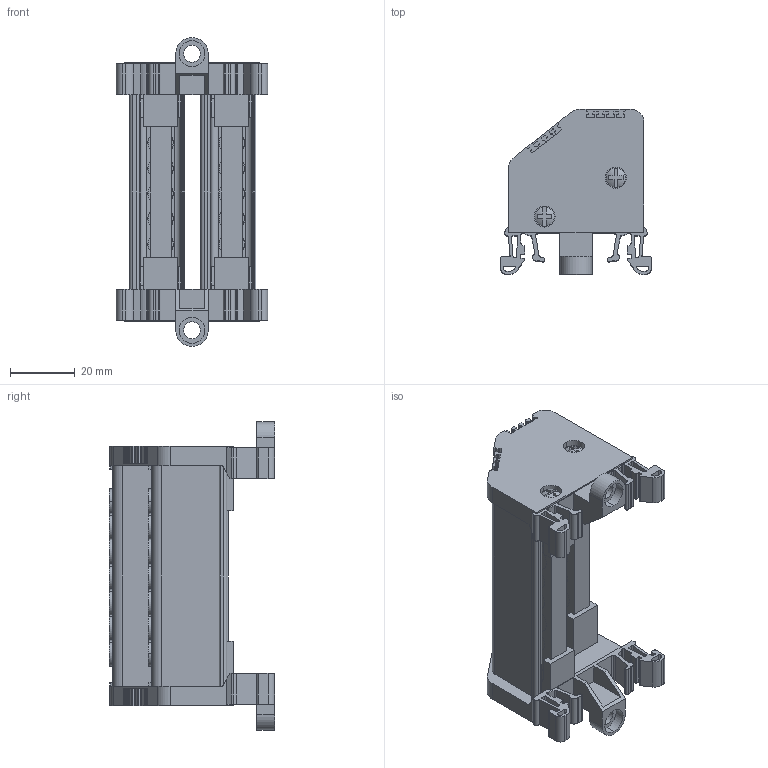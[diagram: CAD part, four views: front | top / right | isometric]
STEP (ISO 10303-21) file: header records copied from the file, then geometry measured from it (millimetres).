
FILE_DESCRIPTION (( 'STEP AP203' ), '1' );
FILE_NAME ('7x12 Ýki Kutuplu Daðýtýcý Ünite - 7 Delikli.STEP', '2019-02-20T12:43:17', ( '' ), ( '' ), 'SwSTEP 2.0', 'SolidWorks 2011', '' );
FILE_SCHEMA (( 'CONFIG_CONTROL_DESIGN' ));
Length unit declared in the file: millimetre
Products named in the file (1): 7x12 Ýki Kutuplu Daðýtýcý Ünite - 7 Delikli
Bounding box: 46.6 x 50.84 x 95.16 mm (x, y, z)
Volume: 41717.4 mm3; surface area: 37951.3 mm2
Topology: 1 solids, 7 shells, 1733 faces, 5026 edges, 3343 vertices
Faces by surface type: plane 886, cylinder 634, cone 176, bspline 28, torus 9
Entity records: 59650 total; most frequent: CARTESIAN_POINT 12958, ORIENTED_EDGE 10052, DIRECTION 9674, EDGE_CURVE 5026, AXIS2_PLACEMENT_3D 3344, VERTEX_POINT 3343, LINE 2986, VECTOR 2986
